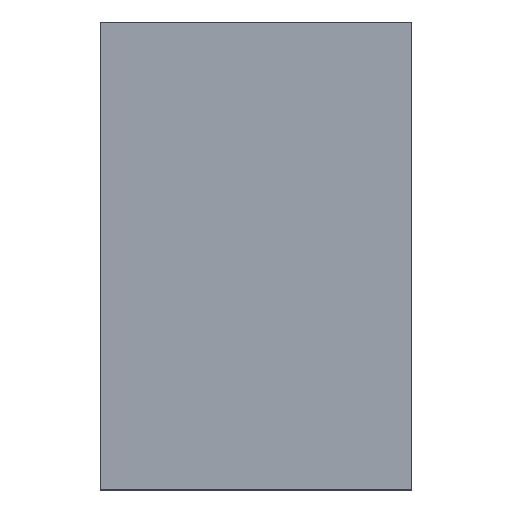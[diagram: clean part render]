
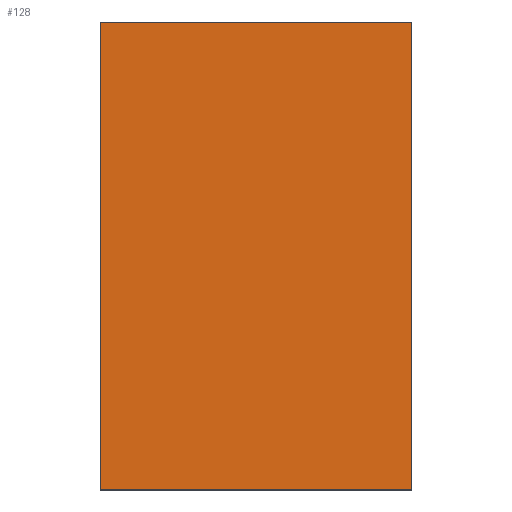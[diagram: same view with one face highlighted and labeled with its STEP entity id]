
A CAD part, top view. The second image highlights one B-rep face of the part: STEP entity #128.
In plain terms, the highlighted planar face has unit normal (0, 0, 1).
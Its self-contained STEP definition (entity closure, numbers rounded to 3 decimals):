
#55=VERTEX_POINT('',#150);
#56=VERTEX_POINT('',#151);
#59=VERTEX_POINT('',#163);
#62=VERTEX_POINT('',#170);
#63=B_SPLINE_CURVE_WITH_KNOTS('',1,(#148,#149),.UNSPECIFIED.,.F.,.U.,(2,
2),(-3.,0.),.UNSPECIFIED.);
#70=B_SPLINE_CURVE_WITH_KNOTS('',1,(#171,#172),.UNSPECIFIED.,.F.,.U.,(2,
2),(-3.,0.),.UNSPECIFIED.);
#71=B_SPLINE_CURVE_WITH_KNOTS('',1,(#174,#175),.UNSPECIFIED.,.F.,.U.,(2,
2),(0.,2.),.UNSPECIFIED.);
#74=B_SPLINE_CURVE_WITH_KNOTS('',1,(#181,#182),.UNSPECIFIED.,.F.,.U.,(2,
2),(0.,2.),.UNSPECIFIED.);
#75=EDGE_CURVE('',#55,#56,#63,.T.);
#82=EDGE_CURVE('',#62,#59,#70,.T.);
#83=EDGE_CURVE('',#56,#59,#71,.T.);
#86=EDGE_CURVE('',#55,#62,#74,.T.);
#107=ORIENTED_EDGE('',*,*,#75,.T.);
#108=ORIENTED_EDGE('',*,*,#83,.T.);
#109=ORIENTED_EDGE('',*,*,#82,.F.);
#110=ORIENTED_EDGE('',*,*,#86,.F.);
#116=EDGE_LOOP('',(#107,#108,#109,#110));
#122=FACE_BOUND('',#116,.T.);
#128=ADVANCED_FACE('',(#122),#192,.T.);
#134=AXIS2_PLACEMENT_3D('',#184,#142,$);
#142=DIRECTION('',(0.,0.,1.));
#148=CARTESIAN_POINT('',(0.,3.,0.8));
#149=CARTESIAN_POINT('',(0.,0.,0.8));
#150=CARTESIAN_POINT('',(0.,3.,0.8));
#151=CARTESIAN_POINT('',(0.,0.,0.8));
#163=CARTESIAN_POINT('',(2.,0.,0.8));
#170=CARTESIAN_POINT('',(2.,3.,0.8));
#171=CARTESIAN_POINT('',(2.,3.,0.8));
#172=CARTESIAN_POINT('',(2.,0.,0.8));
#174=CARTESIAN_POINT('',(0.,0.,0.8));
#175=CARTESIAN_POINT('',(2.,0.,0.8));
#181=CARTESIAN_POINT('',(0.,3.,0.8));
#182=CARTESIAN_POINT('',(2.,3.,0.8));
#184=CARTESIAN_POINT('',(-0.201,-0.301,0.8));
#192=PLANE('',#134);
